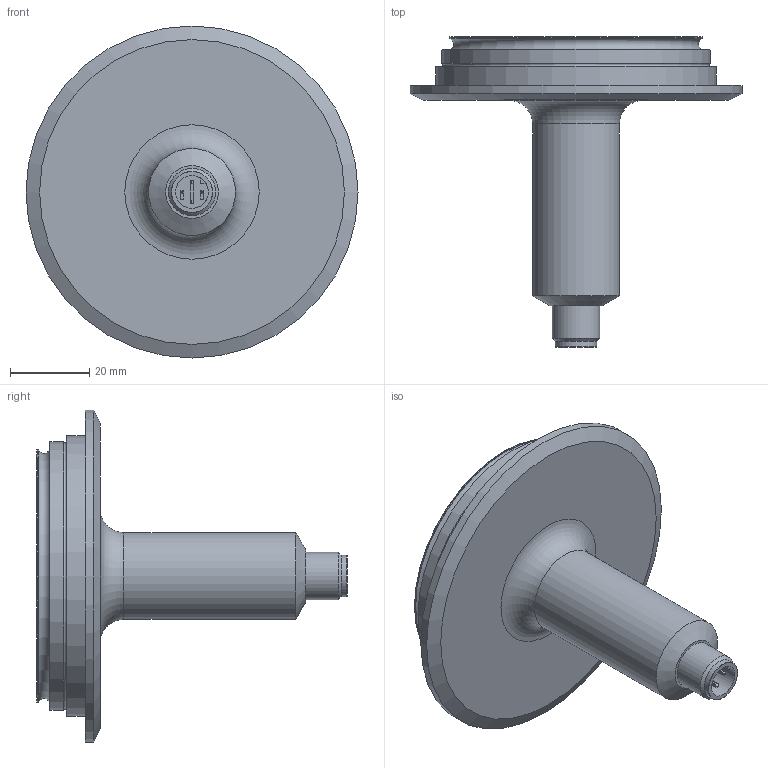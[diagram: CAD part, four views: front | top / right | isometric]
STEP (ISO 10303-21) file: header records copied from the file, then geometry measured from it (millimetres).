
FILE_DESCRIPTION( ( 'Unknown' ), '1' );
FILE_NAME( 'PBMH_xxxxxxxx1461xxx.stp', 'Unknown', ( 'Unknown' ), ( 'Unknown' ), 'PSStep 14.0', 'Unknown', ' ' );
FILE_SCHEMA( ( 'AUTOMOTIVE_DESIGN { 1 0 10303 214 1 1 1 1 }' ) );
Length unit declared in the file: millimetre
Products named in the file (1): 142551
Bounding box: 84 x 78.5 x 84 mm (x, y, z)
Volume: 84947.5 mm3; surface area: 18587.3 mm2
Topology: 1 solids, 1 shells, 102 faces, 265 edges, 174 vertices
Faces by surface type: plane 66, cylinder 27, torus 5, cone 4
Full cylindrical faces by diameter (mm): 8.3 x1, 10.5 x1, 12 x1, 22 x1, 64 x1, 68 x1, 71 x1, 84 x1
Entity records: 3836 total; most frequent: DIRECTION 522, CARTESIAN_POINT 519, ORIENTED_EDGE 490, EDGE_CURVE 245, AXIS2_PLACEMENT_3D 174, LINE 174, VECTOR 174, VERTEX_POINT 171
